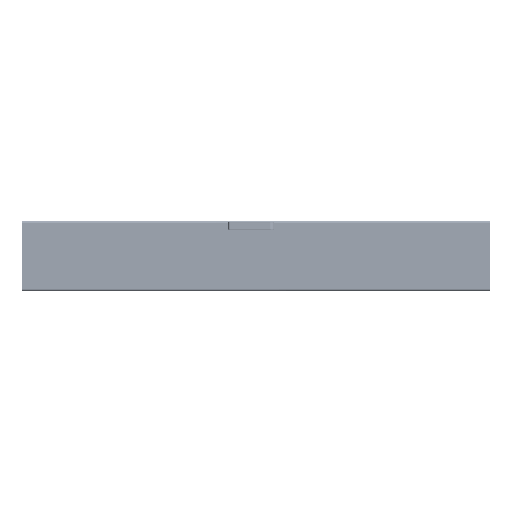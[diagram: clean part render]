
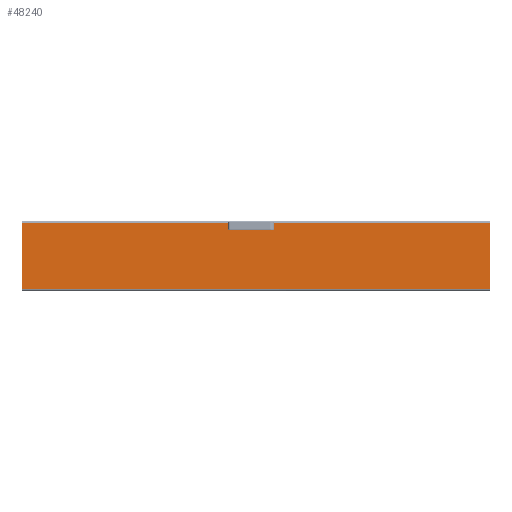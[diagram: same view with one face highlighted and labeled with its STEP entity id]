
A CAD part, top view. The second image highlights one B-rep face of the part: STEP entity #48240.
In plain terms, the highlighted planar face has unit normal (0, 0, 1).
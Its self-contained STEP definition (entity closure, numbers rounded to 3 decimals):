
#3658 = DIRECTION ( 'NONE',  ( -1., 0., 0. ) ) ;
#3873 = DIRECTION ( 'NONE',  ( 1., 0., 0. ) ) ;
#3888 = DIRECTION ( 'NONE',  ( 0., 0., 1. ) ) ;
#3911 = DIRECTION ( 'NONE',  ( 1., 0., 0. ) ) ;
#3917 = CARTESIAN_POINT ( 'NONE',  ( -54.3, 125.5, 2. ) ) ;
#3952 = DIRECTION ( 'NONE',  ( 1., 0., 0. ) ) ;
#3960 = DIRECTION ( 'NONE',  ( 0., 0., 1. ) ) ;
#3966 = CARTESIAN_POINT ( 'NONE',  ( -37.662, 130., 2. ) ) ;
#3984 = DIRECTION ( 'NONE',  ( 1., 0., 0. ) ) ;
#3989 = CARTESIAN_POINT ( 'NONE',  ( -26., 125.5, 2. ) ) ;
#3995 = CARTESIAN_POINT ( 'NONE',  ( 37.662, 121., 2. ) ) ;
#4013 = CARTESIAN_POINT ( 'NONE',  ( -37.662, 121., 2. ) ) ;
#4033 = DIRECTION ( 'NONE',  ( 1., 0., 0. ) ) ;
#4050 = CARTESIAN_POINT ( 'NONE',  ( -14.338, 121., 2. ) ) ;
#4057 = DIRECTION ( 'NONE',  ( -1., 0., 0. ) ) ;
#4068 = DIRECTION ( 'NONE',  ( 0., 0., 1. ) ) ;
#4119 = DIRECTION ( 'NONE',  ( -1., 0., 0. ) ) ;
#4127 = DIRECTION ( 'NONE',  ( 0., 0., 1. ) ) ;
#4138 = CARTESIAN_POINT ( 'NONE',  ( 54.3, 125.5, 2. ) ) ;
#4162 = DIRECTION ( 'NONE',  ( -1., 0., 0. ) ) ;
#4183 = CARTESIAN_POINT ( 'NONE',  ( 37.662, 130., 2. ) ) ;
#4207 = CARTESIAN_POINT ( 'NONE',  ( 26., 125.5, 2. ) ) ;
#4226 = DIRECTION ( 'NONE',  ( -1., 0., 0. ) ) ;
#4235 = DIRECTION ( 'NONE',  ( 0., 0., 1. ) ) ;
#4255 = DIRECTION ( 'NONE',  ( 1., 0., 0. ) ) ;
#4271 = CARTESIAN_POINT ( 'NONE',  ( -975.49, -137.5, 2. ) ) ;
#4346 = DIRECTION ( 'NONE',  ( 1., 0., 0. ) ) ;
#4352 = DIRECTION ( 'NONE',  ( 0., 0., 1. ) ) ;
#4359 = CARTESIAN_POINT ( 'NONE',  ( 26., 125.5, 2. ) ) ;
#4371 = DIRECTION ( 'NONE',  ( -1., 0., 0. ) ) ;
#4430 = CARTESIAN_POINT ( 'NONE',  ( 975.49, 137.5, 2. ) ) ;
#4439 = DIRECTION ( 'NONE',  ( 0., -1., 0. ) ) ;
#4463 = CARTESIAN_POINT ( 'NONE',  ( -975.49, 145., 2. ) ) ;
#4480 = DIRECTION ( 'NONE',  ( 0., 1., 0. ) ) ;
#4657 = CARTESIAN_POINT ( 'NONE',  ( 975.49, -145., 2. ) ) ;
#4705 = DIRECTION ( 'NONE',  ( -1., 0., 0. ) ) ;
#4721 = CARTESIAN_POINT ( 'NONE',  ( 975.49, 137.5, 2. ) ) ;
#4809 = CARTESIAN_POINT ( 'NONE',  ( -26., 125.5, 2. ) ) ;
#7924 = DIRECTION ( 'NONE',  ( -1., 0., 0. ) ) ;
#7933 = DIRECTION ( 'NONE',  ( 0., 0., 1. ) ) ;
#7954 = CARTESIAN_POINT ( 'NONE',  ( 54.3, 125.5, 2. ) ) ;
#13128 = FACE_OUTER_BOUND ( 'NONE', #61771, .T. ) ;
#18196 = CARTESIAN_POINT ( 'NONE',  ( -54.3, 130., 2. ) ) ;
#18245 = CARTESIAN_POINT ( 'NONE',  ( -54.3, 121., 2. ) ) ;
#18329 = CARTESIAN_POINT ( 'NONE',  ( -37.662, 121., 2. ) ) ;
#18424 = CARTESIAN_POINT ( 'NONE',  ( -14.338, 121., 2. ) ) ;
#18446 = CARTESIAN_POINT ( 'NONE',  ( 14.338, 121., 2. ) ) ;
#18469 = CARTESIAN_POINT ( 'NONE',  ( 37.662, 121., 2. ) ) ;
#18550 = CARTESIAN_POINT ( 'NONE',  ( 54.3, 121., 2. ) ) ;
#18635 = CARTESIAN_POINT ( 'NONE',  ( 37.662, 130., 2. ) ) ;
#18652 = CARTESIAN_POINT ( 'NONE',  ( 29.5, 137.5, 2. ) ) ;
#18684 = CARTESIAN_POINT ( 'NONE',  ( 975.49, 137.5, 2. ) ) ;
#18736 = CARTESIAN_POINT ( 'NONE',  ( 975.49, -137.5, 2. ) ) ;
#18828 = CARTESIAN_POINT ( 'NONE',  ( -975.49, -137.5, 2. ) ) ;
#18851 = CARTESIAN_POINT ( 'NONE',  ( -975.49, 137.5, 2. ) ) ;
#18887 = CARTESIAN_POINT ( 'NONE',  ( -37.662, 130., 2. ) ) ;
#18905 = CARTESIAN_POINT ( 'NONE',  ( -29.5, 137.5, 2. ) ) ;
#20635 = VERTEX_POINT ( 'NONE', #20953 ) ;
#20662 = VERTEX_POINT ( 'NONE', #20927 ) ;
#20927 = CARTESIAN_POINT ( 'NONE',  ( 54.3, 130., 2. ) ) ;
#20953 = CARTESIAN_POINT ( 'NONE',  ( 58.8, 125.5, 2. ) ) ;
#22416 = VERTEX_POINT ( 'NONE', #18905 ) ;
#22423 = VERTEX_POINT ( 'NONE', #18887 ) ;
#22436 = VERTEX_POINT ( 'NONE', #18851 ) ;
#22442 = VERTEX_POINT ( 'NONE', #18828 ) ;
#22469 = VERTEX_POINT ( 'NONE', #18736 ) ;
#22488 = VERTEX_POINT ( 'NONE', #18684 ) ;
#22501 = VERTEX_POINT ( 'NONE', #18652 ) ;
#22508 = VERTEX_POINT ( 'NONE', #18635 ) ;
#22541 = VERTEX_POINT ( 'NONE', #18550 ) ;
#22570 = VERTEX_POINT ( 'NONE', #18469 ) ;
#22577 = VERTEX_POINT ( 'NONE', #18446 ) ;
#22590 = VERTEX_POINT ( 'NONE', #18424 ) ;
#22616 = VERTEX_POINT ( 'NONE', #18329 ) ;
#22647 = VERTEX_POINT ( 'NONE', #18245 ) ;
#22665 = VERTEX_POINT ( 'NONE', #18196 ) ;
#29729 = VECTOR ( 'NONE', #3658, 1000. ) ;
#29730 = CIRCLE ( 'NONE', #67851, 4.5 ) ;
#29731 = LINE ( 'NONE', #3966, #29729 ) ;
#29735 = CIRCLE ( 'NONE', #67861, 12.5 ) ;
#29741 = LINE ( 'NONE', #4013, #29742 ) ;
#29742 = VECTOR ( 'NONE', #3911, 1000. ) ;
#29747 = CIRCLE ( 'NONE', #67852, 4.5 ) ;
#29748 = VECTOR ( 'NONE', #4033, 1000. ) ;
#29749 = LINE ( 'NONE', #4050, #29748 ) ;
#29751 = CIRCLE ( 'NONE', #67855, 12.5 ) ;
#29752 = VECTOR ( 'NONE', #3984, 1000. ) ;
#29753 = LINE ( 'NONE', #3995, #29752 ) ;
#29755 = VECTOR ( 'NONE', #4162, 1000. ) ;
#29756 = CIRCLE ( 'NONE', #67853, 12.5 ) ;
#29758 = LINE ( 'NONE', #4183, #29755 ) ;
#29761 = CIRCLE ( 'NONE', #67854, 12.5 ) ;
#29762 = VECTOR ( 'NONE', #4255, 1000. ) ;
#29763 = LINE ( 'NONE', #4271, #29762 ) ;
#29765 = VECTOR ( 'NONE', #4371, 1000. ) ;
#29769 = VECTOR ( 'NONE', #4439, 1000. ) ;
#29771 = LINE ( 'NONE', #4657, #29778 ) ;
#29775 = LINE ( 'NONE', #4463, #29769 ) ;
#29777 = LINE ( 'NONE', #4430, #29765 ) ;
#29778 = VECTOR ( 'NONE', #4480, 1000. ) ;
#29780 = VECTOR ( 'NONE', #4705, 1000. ) ;
#29783 = LINE ( 'NONE', #4721, #29780 ) ;
#29935 = CIRCLE ( 'NONE', #67788, 4.5 ) ;
#32368 = DIRECTION ( 'NONE',  ( 1., 0., 0. ) ) ;
#32370 = DIRECTION ( 'NONE',  ( 0., 0., 1. ) ) ;
#32376 = PLANE ( 'NONE',  #68547 ) ;
#32379 = CARTESIAN_POINT ( 'NONE',  ( -975.5, -145., 2. ) ) ;
#37550 = ORIENTED_EDGE ( 'NONE', *, *, #38993, .F. ) ;
#37552 = ORIENTED_EDGE ( 'NONE', *, *, #38991, .T. ) ;
#37554 = ORIENTED_EDGE ( 'NONE', *, *, #38988, .T. ) ;
#37560 = ORIENTED_EDGE ( 'NONE', *, *, #38996, .T. ) ;
#37563 = ORIENTED_EDGE ( 'NONE', *, *, #38986, .T. ) ;
#37569 = ORIENTED_EDGE ( 'NONE', *, *, #38977, .T. ) ;
#37573 = ORIENTED_EDGE ( 'NONE', *, *, #38998, .F. ) ;
#37579 = ORIENTED_EDGE ( 'NONE', *, *, #39002, .F. ) ;
#37585 = ORIENTED_EDGE ( 'NONE', *, *, #38857, .F. ) ;
#37588 = ORIENTED_EDGE ( 'NONE', *, *, #39007, .F. ) ;
#37592 = ORIENTED_EDGE ( 'NONE', *, *, #39012, .F. ) ;
#37595 = ORIENTED_EDGE ( 'NONE', *, *, #39004, .F. ) ;
#37598 = ORIENTED_EDGE ( 'NONE', *, *, #39009, .F. ) ;
#37601 = ORIENTED_EDGE ( 'NONE', *, *, #39014, .F. ) ;
#37604 = ORIENTED_EDGE ( 'NONE', *, *, #39018, .F. ) ;
#37607 = ORIENTED_EDGE ( 'NONE', *, *, #39020, .F. ) ;
#37609 = ORIENTED_EDGE ( 'NONE', *, *, #39023, .F. ) ;
#38857 = EDGE_CURVE ( 'NONE', #20635, #20662, #29935, .T. ) ;
#38977 = EDGE_CURVE ( 'NONE', #22488, #22501, #29783, .T. ) ;
#38986 = EDGE_CURVE ( 'NONE', #22469, #22488, #29771, .T. ) ;
#38988 = EDGE_CURVE ( 'NONE', #22436, #22442, #29775, .T. ) ;
#38991 = EDGE_CURVE ( 'NONE', #22416, #22436, #29777, .T. ) ;
#38993 = EDGE_CURVE ( 'NONE', #22416, #22423, #29761, .T. ) ;
#38996 = EDGE_CURVE ( 'NONE', #22442, #22469, #29763, .T. ) ;
#38998 = EDGE_CURVE ( 'NONE', #22508, #22501, #29756, .T. ) ;
#39002 = EDGE_CURVE ( 'NONE', #20662, #22508, #29758, .T. ) ;
#39004 = EDGE_CURVE ( 'NONE', #22577, #22570, #29751, .T. ) ;
#39007 = EDGE_CURVE ( 'NONE', #22541, #20635, #29747, .T. ) ;
#39009 = EDGE_CURVE ( 'NONE', #22590, #22577, #29749, .T. ) ;
#39012 = EDGE_CURVE ( 'NONE', #22570, #22541, #29753, .T. ) ;
#39014 = EDGE_CURVE ( 'NONE', #22616, #22590, #29735, .T. ) ;
#39018 = EDGE_CURVE ( 'NONE', #22647, #22616, #29741, .T. ) ;
#39020 = EDGE_CURVE ( 'NONE', #22665, #22647, #29730, .T. ) ;
#39023 = EDGE_CURVE ( 'NONE', #22423, #22665, #29731, .T. ) ;
#48240 = ADVANCED_FACE ( 'NONE', ( #13128 ), #32376, .T. ) ;
#61771 = EDGE_LOOP ( 'NONE', ( #37550, #37552, #37554, #37560, #37563, #37569, #37573, #37579, #37585, #37588, #37592, #37595, #37598, #37601, #37604, #37607, #37609 ) ) ;
#67788 = AXIS2_PLACEMENT_3D ( 'NONE', #7954, #7933, #7924 ) ;
#67851 = AXIS2_PLACEMENT_3D ( 'NONE', #3917, #3888, #3873 ) ;
#67852 = AXIS2_PLACEMENT_3D ( 'NONE', #4138, #4068, #4057 ) ;
#67853 = AXIS2_PLACEMENT_3D ( 'NONE', #4359, #4235, #4226 ) ;
#67854 = AXIS2_PLACEMENT_3D ( 'NONE', #4809, #4352, #4346 ) ;
#67855 = AXIS2_PLACEMENT_3D ( 'NONE', #4207, #4127, #4119 ) ;
#67861 = AXIS2_PLACEMENT_3D ( 'NONE', #3989, #3960, #3952 ) ;
#68547 = AXIS2_PLACEMENT_3D ( 'NONE', #32379, #32370, #32368 ) ;
